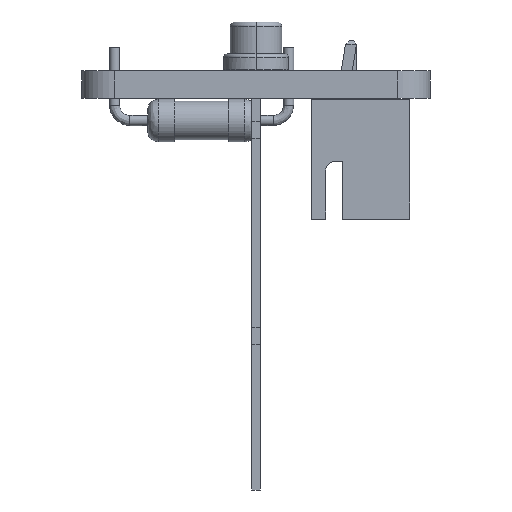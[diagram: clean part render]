
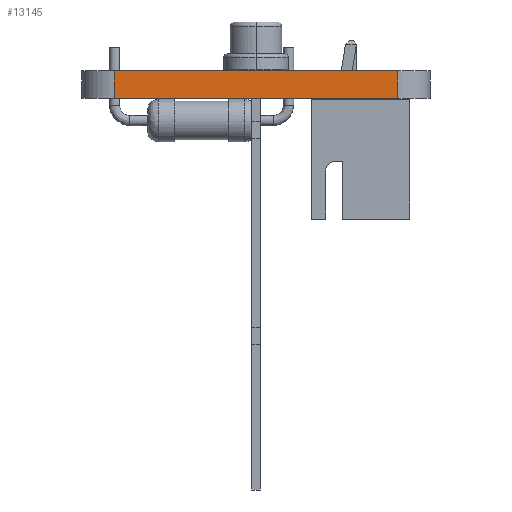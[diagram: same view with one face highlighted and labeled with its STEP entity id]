
A CAD part, left-side view. The second image highlights one B-rep face of the part: STEP entity #13145.
In plain terms, the highlighted planar face has unit normal (-1, 0, 0).
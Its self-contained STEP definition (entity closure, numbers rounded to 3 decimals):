
#12962 = CYLINDRICAL_SURFACE('',#12963,1.905);
#12963 = AXIS2_PLACEMENT_3D('',#12964,#12965,#12966);
#12964 = CARTESIAN_POINT('',(1.905,18.415,0.));
#12965 = DIRECTION('',(-0.,-0.,-1.));
#12966 = DIRECTION('',(1.,0.,-0.));
#12987 = VERTEX_POINT('',#12988);
#12988 = CARTESIAN_POINT('',(0.,18.415,1.6));
#13003 = PLANE('',#13004);
#13004 = AXIS2_PLACEMENT_3D('',#13005,#13006,#13007);
#13005 = CARTESIAN_POINT('',(9.525,10.16,1.6));
#13006 = DIRECTION('',(0.,0.,1.));
#13007 = DIRECTION('',(1.,0.,-0.));
#13015 = EDGE_CURVE('',#13016,#12987,#13018,.T.);
#13016 = VERTEX_POINT('',#13017);
#13017 = CARTESIAN_POINT('',(0.,18.415,0.));
#13018 = SURFACE_CURVE('',#13019,(#13023,#13030),.PCURVE_S1.);
#13019 = LINE('',#13020,#13021);
#13020 = CARTESIAN_POINT('',(0.,18.415,0.));
#13021 = VECTOR('',#13022,1.);
#13022 = DIRECTION('',(0.,0.,1.));
#13023 = PCURVE('',#12962,#13024);
#13024 = DEFINITIONAL_REPRESENTATION('',(#13025),#13029);
#13025 = LINE('',#13026,#13027);
#13026 = CARTESIAN_POINT('',(-3.142,0.));
#13027 = VECTOR('',#13028,1.);
#13028 = DIRECTION('',(-0.,-1.));
#13029 = ( GEOMETRIC_REPRESENTATION_CONTEXT(2) 
PARAMETRIC_REPRESENTATION_CONTEXT() REPRESENTATION_CONTEXT('2D SPACE',''
  ) );
#13030 = PCURVE('',#13031,#13036);
#13031 = PLANE('',#13032);
#13032 = AXIS2_PLACEMENT_3D('',#13033,#13034,#13035);
#13033 = CARTESIAN_POINT('',(0.,18.415,0.));
#13034 = DIRECTION('',(1.,0.,-0.));
#13035 = DIRECTION('',(0.,-1.,0.));
#13036 = DEFINITIONAL_REPRESENTATION('',(#13037),#13041);
#13037 = LINE('',#13038,#13039);
#13038 = CARTESIAN_POINT('',(0.,0.));
#13039 = VECTOR('',#13040,1.);
#13040 = DIRECTION('',(0.,-1.));
#13041 = ( GEOMETRIC_REPRESENTATION_CONTEXT(2) 
PARAMETRIC_REPRESENTATION_CONTEXT() REPRESENTATION_CONTEXT('2D SPACE',''
  ) );
#13058 = PLANE('',#13059);
#13059 = AXIS2_PLACEMENT_3D('',#13060,#13061,#13062);
#13060 = CARTESIAN_POINT('',(9.525,10.16,0.));
#13061 = DIRECTION('',(0.,0.,1.));
#13062 = DIRECTION('',(1.,0.,-0.));
#13145 = ADVANCED_FACE('',(#13146),#13031,.F.);
#13146 = FACE_BOUND('',#13147,.F.);
#13147 = EDGE_LOOP('',(#13148,#13149,#13172,#13200));
#13148 = ORIENTED_EDGE('',*,*,#13015,.T.);
#13149 = ORIENTED_EDGE('',*,*,#13150,.T.);
#13150 = EDGE_CURVE('',#12987,#13151,#13153,.T.);
#13151 = VERTEX_POINT('',#13152);
#13152 = CARTESIAN_POINT('',(0.,1.905,1.6));
#13153 = SURFACE_CURVE('',#13154,(#13158,#13165),.PCURVE_S1.);
#13154 = LINE('',#13155,#13156);
#13155 = CARTESIAN_POINT('',(0.,18.415,1.6));
#13156 = VECTOR('',#13157,1.);
#13157 = DIRECTION('',(0.,-1.,0.));
#13158 = PCURVE('',#13031,#13159);
#13159 = DEFINITIONAL_REPRESENTATION('',(#13160),#13164);
#13160 = LINE('',#13161,#13162);
#13161 = CARTESIAN_POINT('',(0.,-1.6));
#13162 = VECTOR('',#13163,1.);
#13163 = DIRECTION('',(1.,0.));
#13164 = ( GEOMETRIC_REPRESENTATION_CONTEXT(2) 
PARAMETRIC_REPRESENTATION_CONTEXT() REPRESENTATION_CONTEXT('2D SPACE',''
  ) );
#13165 = PCURVE('',#13003,#13166);
#13166 = DEFINITIONAL_REPRESENTATION('',(#13167),#13171);
#13167 = LINE('',#13168,#13169);
#13168 = CARTESIAN_POINT('',(-9.525,8.255));
#13169 = VECTOR('',#13170,1.);
#13170 = DIRECTION('',(0.,-1.));
#13171 = ( GEOMETRIC_REPRESENTATION_CONTEXT(2) 
PARAMETRIC_REPRESENTATION_CONTEXT() REPRESENTATION_CONTEXT('2D SPACE',''
  ) );
#13172 = ORIENTED_EDGE('',*,*,#13173,.F.);
#13173 = EDGE_CURVE('',#13174,#13151,#13176,.T.);
#13174 = VERTEX_POINT('',#13175);
#13175 = CARTESIAN_POINT('',(0.,1.905,0.));
#13176 = SURFACE_CURVE('',#13177,(#13181,#13188),.PCURVE_S1.);
#13177 = LINE('',#13178,#13179);
#13178 = CARTESIAN_POINT('',(0.,1.905,0.));
#13179 = VECTOR('',#13180,1.);
#13180 = DIRECTION('',(0.,0.,1.));
#13181 = PCURVE('',#13031,#13182);
#13182 = DEFINITIONAL_REPRESENTATION('',(#13183),#13187);
#13183 = LINE('',#13184,#13185);
#13184 = CARTESIAN_POINT('',(16.51,0.));
#13185 = VECTOR('',#13186,1.);
#13186 = DIRECTION('',(0.,-1.));
#13187 = ( GEOMETRIC_REPRESENTATION_CONTEXT(2) 
PARAMETRIC_REPRESENTATION_CONTEXT() REPRESENTATION_CONTEXT('2D SPACE',''
  ) );
#13188 = PCURVE('',#13189,#13194);
#13189 = CYLINDRICAL_SURFACE('',#13190,1.905);
#13190 = AXIS2_PLACEMENT_3D('',#13191,#13192,#13193);
#13191 = CARTESIAN_POINT('',(1.905,1.905,0.));
#13192 = DIRECTION('',(-0.,-0.,-1.));
#13193 = DIRECTION('',(1.,0.,-0.));
#13194 = DEFINITIONAL_REPRESENTATION('',(#13195),#13199);
#13195 = LINE('',#13196,#13197);
#13196 = CARTESIAN_POINT('',(-3.142,0.));
#13197 = VECTOR('',#13198,1.);
#13198 = DIRECTION('',(-0.,-1.));
#13199 = ( GEOMETRIC_REPRESENTATION_CONTEXT(2) 
PARAMETRIC_REPRESENTATION_CONTEXT() REPRESENTATION_CONTEXT('2D SPACE',''
  ) );
#13200 = ORIENTED_EDGE('',*,*,#13201,.F.);
#13201 = EDGE_CURVE('',#13016,#13174,#13202,.T.);
#13202 = SURFACE_CURVE('',#13203,(#13207,#13214),.PCURVE_S1.);
#13203 = LINE('',#13204,#13205);
#13204 = CARTESIAN_POINT('',(0.,18.415,0.));
#13205 = VECTOR('',#13206,1.);
#13206 = DIRECTION('',(0.,-1.,0.));
#13207 = PCURVE('',#13031,#13208);
#13208 = DEFINITIONAL_REPRESENTATION('',(#13209),#13213);
#13209 = LINE('',#13210,#13211);
#13210 = CARTESIAN_POINT('',(0.,0.));
#13211 = VECTOR('',#13212,1.);
#13212 = DIRECTION('',(1.,0.));
#13213 = ( GEOMETRIC_REPRESENTATION_CONTEXT(2) 
PARAMETRIC_REPRESENTATION_CONTEXT() REPRESENTATION_CONTEXT('2D SPACE',''
  ) );
#13214 = PCURVE('',#13058,#13215);
#13215 = DEFINITIONAL_REPRESENTATION('',(#13216),#13220);
#13216 = LINE('',#13217,#13218);
#13217 = CARTESIAN_POINT('',(-9.525,8.255));
#13218 = VECTOR('',#13219,1.);
#13219 = DIRECTION('',(0.,-1.));
#13220 = ( GEOMETRIC_REPRESENTATION_CONTEXT(2) 
PARAMETRIC_REPRESENTATION_CONTEXT() REPRESENTATION_CONTEXT('2D SPACE',''
  ) );
